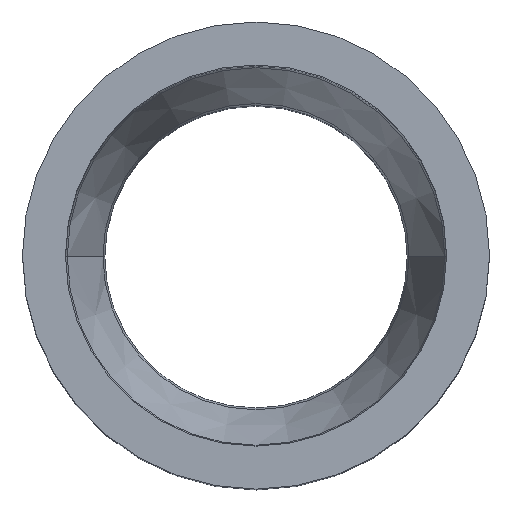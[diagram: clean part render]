
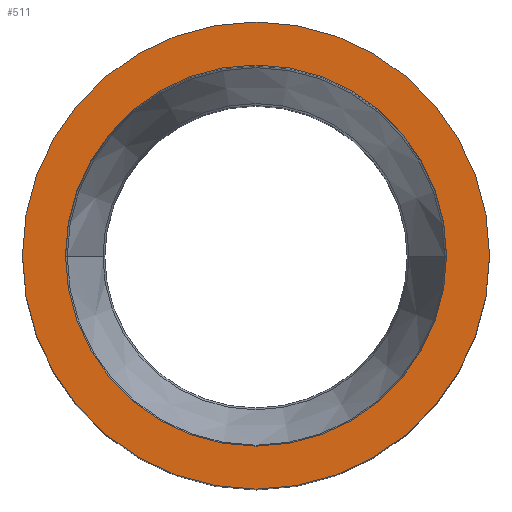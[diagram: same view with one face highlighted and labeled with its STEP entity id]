
A CAD part, top view. The second image highlights one B-rep face of the part: STEP entity #511.
In plain terms, the highlighted planar face has unit normal (0, 0, 1).
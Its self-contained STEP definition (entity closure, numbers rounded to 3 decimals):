
#43 = DIRECTION ( 'NONE',  ( 0., 0., -1. ) ) ;
#82 = CARTESIAN_POINT ( 'NONE',  ( 0., 0., 75.154 ) ) ;
#94 = VERTEX_POINT ( 'NONE', #550 ) ;
#104 = AXIS2_PLACEMENT_3D ( 'NONE', #82, #580, #595 ) ;
#105 = EDGE_CURVE ( 'NONE', #287, #94, #549, .T. ) ;
#129 = DIRECTION ( 'NONE',  ( 0., 0., -1. ) ) ;
#151 = ORIENTED_EDGE ( 'NONE', *, *, #337, .F. ) ;
#162 = CARTESIAN_POINT ( 'NONE',  ( -25.7, 0., 75.154 ) ) ;
#205 = AXIS2_PLACEMENT_3D ( 'NONE', #223, #43, #428 ) ;
#211 = DIRECTION ( 'NONE',  ( 0., 0., -1. ) ) ;
#213 = VERTEX_POINT ( 'NONE', #621 ) ;
#216 = DIRECTION ( 'NONE',  ( 1., 0., 0. ) ) ;
#220 = DIRECTION ( 'NONE',  ( -1., 0., 0. ) ) ;
#223 = CARTESIAN_POINT ( 'NONE',  ( 0., 0., 75.154 ) ) ;
#259 = ORIENTED_EDGE ( 'NONE', *, *, #397, .T. ) ;
#262 = FACE_BOUND ( 'NONE', #548, .T. ) ;
#272 = VERTEX_POINT ( 'NONE', #313 ) ;
#287 = VERTEX_POINT ( 'NONE', #479 ) ;
#290 = EDGE_LOOP ( 'NONE', ( #151, #530 ) ) ;
#313 = CARTESIAN_POINT ( 'NONE',  ( -31.5, 0., 75.154 ) ) ;
#337 = EDGE_CURVE ( 'NONE', #272, #213, #627, .T. ) ;
#360 = ORIENTED_EDGE ( 'NONE', *, *, #105, .T. ) ;
#393 = AXIS2_PLACEMENT_3D ( 'NONE', #162, #570, #216 ) ;
#397 = EDGE_CURVE ( 'NONE', #94, #287, #496, .T. ) ;
#425 = AXIS2_PLACEMENT_3D ( 'NONE', #618, #211, #220 ) ;
#426 = CARTESIAN_POINT ( 'NONE',  ( 0., 0., 75.154 ) ) ;
#428 = DIRECTION ( 'NONE',  ( -1., 0., 0. ) ) ;
#437 = EDGE_CURVE ( 'NONE', #213, #272, #510, .T. ) ;
#439 = AXIS2_PLACEMENT_3D ( 'NONE', #426, #129, #584 ) ;
#461 = FACE_OUTER_BOUND ( 'NONE', #290, .T. ) ;
#479 = CARTESIAN_POINT ( 'NONE',  ( 25.7, 0., 75.154 ) ) ;
#496 = CIRCLE ( 'NONE', #205, 25.7 ) ;
#510 = CIRCLE ( 'NONE', #439, 31.5 ) ;
#511 = ADVANCED_FACE ( 'NONE', ( #262, #461 ), #624, .T. ) ;
#530 = ORIENTED_EDGE ( 'NONE', *, *, #437, .F. ) ;
#548 = EDGE_LOOP ( 'NONE', ( #259, #360 ) ) ;
#549 = CIRCLE ( 'NONE', #425, 25.7 ) ;
#550 = CARTESIAN_POINT ( 'NONE',  ( -25.7, 0., 75.154 ) ) ;
#570 = DIRECTION ( 'NONE',  ( 0., 0., 1. ) ) ;
#580 = DIRECTION ( 'NONE',  ( 0., 0., -1. ) ) ;
#584 = DIRECTION ( 'NONE',  ( -1., 0., 0. ) ) ;
#595 = DIRECTION ( 'NONE',  ( -1., 0., 0. ) ) ;
#618 = CARTESIAN_POINT ( 'NONE',  ( 0., 0., 75.154 ) ) ;
#621 = CARTESIAN_POINT ( 'NONE',  ( 31.5, 0., 75.154 ) ) ;
#624 = PLANE ( 'NONE',  #393 ) ;
#627 = CIRCLE ( 'NONE', #104, 31.5 ) ;
